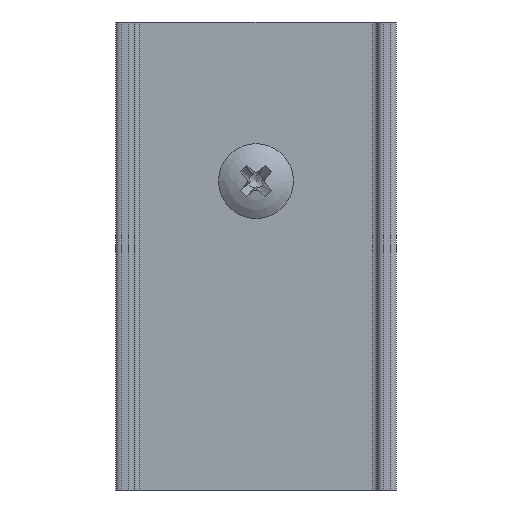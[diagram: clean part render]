
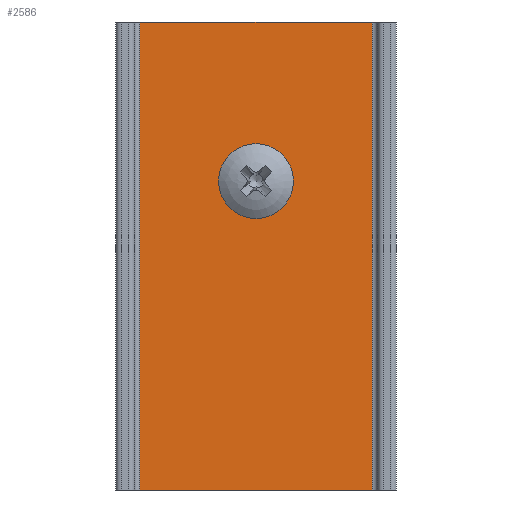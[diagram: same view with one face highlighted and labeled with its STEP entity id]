
A CAD part, front view. The second image highlights one B-rep face of the part: STEP entity #2586.
In plain terms, the highlighted planar face has unit normal (0, -1, 0).
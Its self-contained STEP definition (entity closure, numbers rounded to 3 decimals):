
#228=FACE_BOUND('',#391,.T.);
#231=FACE_OUTER_BOUND('',#390,.T.);
#390=EDGE_LOOP('',(#1780,#1781,#1782,#1783));
#391=EDGE_LOOP('',(#1784));
#582=CIRCLE('',#2805,1.3);
#677=LINE('',#3681,#874);
#695=LINE('',#3754,#892);
#696=LINE('',#3755,#893);
#697=LINE('',#3756,#894);
#874=VECTOR('',#3035,1.);
#892=VECTOR('',#3091,1.);
#893=VECTOR('',#3092,1.);
#894=VECTOR('',#3093,1.);
#1085=VERTEX_POINT('',#3678);
#1086=VERTEX_POINT('',#3680);
#1121=VERTEX_POINT('',#3752);
#1122=VERTEX_POINT('',#3753);
#1123=VERTEX_POINT('',#3757);
#1337=EDGE_CURVE('',#1085,#1086,#677,.T.);
#1373=EDGE_CURVE('',#1121,#1122,#695,.T.);
#1374=EDGE_CURVE('',#1121,#1086,#696,.T.);
#1375=EDGE_CURVE('',#1122,#1085,#697,.T.);
#1376=EDGE_CURVE('',#1123,#1123,#582,.T.);
#1780=ORIENTED_EDGE('',*,*,#1373,.F.);
#1781=ORIENTED_EDGE('',*,*,#1374,.T.);
#1782=ORIENTED_EDGE('',*,*,#1337,.F.);
#1783=ORIENTED_EDGE('',*,*,#1375,.F.);
#1784=ORIENTED_EDGE('',*,*,#1376,.F.);
#2531=PLANE('',#2804);
#2586=ADVANCED_FACE('',(#231,#228),#2531,.T.);
#2804=AXIS2_PLACEMENT_3D('',#3751,#3089,#3090);
#2805=AXIS2_PLACEMENT_3D('',#3758,#3094,#3095);
#3035=DIRECTION('',(1.,0.,0.));
#3089=DIRECTION('center_axis',(0.,-1.,0.));
#3090=DIRECTION('ref_axis',(-1.,0.,0.));
#3091=DIRECTION('',(-1.,0.,0.));
#3092=DIRECTION('',(0.,0.,1.));
#3093=DIRECTION('',(0.,0.,1.));
#3094=DIRECTION('center_axis',(0.,-1.,0.));
#3095=DIRECTION('ref_axis',(1.,0.,0.));
#3678=CARTESIAN_POINT('',(-6.2,2.7,25.));
#3680=CARTESIAN_POINT('',(6.2,2.7,25.));
#3681=CARTESIAN_POINT('',(6.5,2.7,25.));
#3751=CARTESIAN_POINT('Origin',(6.5,2.7,0.));
#3752=CARTESIAN_POINT('',(6.2,2.7,0.));
#3753=CARTESIAN_POINT('',(-6.2,2.7,0.));
#3754=CARTESIAN_POINT('',(6.5,2.7,0.));
#3755=CARTESIAN_POINT('',(6.2,2.7,0.));
#3756=CARTESIAN_POINT('',(-6.2,2.7,0.));
#3757=CARTESIAN_POINT('',(-1.3,2.7,16.5));
#3758=CARTESIAN_POINT('Origin',(0.,2.7,16.5));
